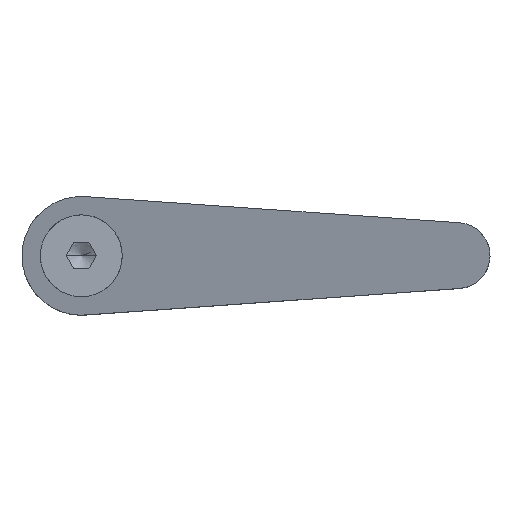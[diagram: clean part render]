
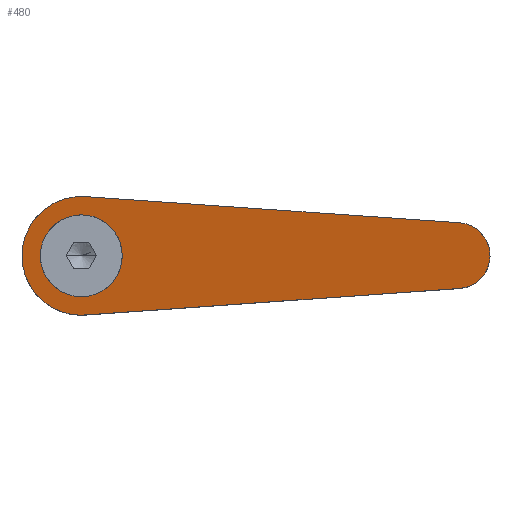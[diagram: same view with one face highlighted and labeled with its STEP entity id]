
A CAD part, top view. The second image highlights one B-rep face of the part: STEP entity #480.
In plain terms, the highlighted planar face has unit normal (-0.266, 0, 0.964).
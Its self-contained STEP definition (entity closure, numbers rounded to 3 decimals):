
#218=EDGE_CURVE('',#356,#484,#569,.T.);
#260=EDGE_CURVE('',#448,#356,#617,.T.);
#276=EDGE_CURVE('',#344,#322,#634,.T.);
#286=EDGE_CURVE('',#484,#448,#644,.T.);
#294=VERTEX_POINT('',#652);
#322=VERTEX_POINT('',#684);
#344=VERTEX_POINT('',#707);
#356=VERTEX_POINT('',#720);
#416=EDGE_CURVE('',#294,#344,#788,.T.);
#442=EDGE_CURVE('',#512,#486,#818,.T.);
#448=VERTEX_POINT('',#826);
#480=ADVANCED_FACE('',(#862,#863),#864,.F.);
#482=EDGE_CURVE('',#486,#294,#866,.T.);
#484=VERTEX_POINT('',#868);
#486=VERTEX_POINT('',#870);
#512=VERTEX_POINT('',#897);
#514=EDGE_CURVE('',#322,#512,#899,.T.);
#569=ELLIPSE('',#957,6.431,6.2);
#617=ELLIPSE('',#1029,6.431,6.2);
#634=ELLIPSE('',#1052,9.335,9.);
#644=ELLIPSE('',#1075,6.431,6.2);
#652=CARTESIAN_POINT('',(0.632,8.978,28.753));
#684=CARTESIAN_POINT('',(0.632,-8.978,28.753));
#707=CARTESIAN_POINT('',(-9.,0.,26.1));
#720=CARTESIAN_POINT('',(0.,6.2,28.579));
#788=ELLIPSE('',#1325,9.335,9.);
#818=ELLIPSE('',#1364,5.186,5.);
#826=CARTESIAN_POINT('',(0.,-6.2,28.579));
#862=FACE_OUTER_BOUND('',#1421,.T.);
#863=FACE_BOUND('',#1422,.T.);
#864=PLANE('',#1423);
#866=LINE('',#1426,#1427);
#868=CARTESIAN_POINT('',(-1.001,6.119,28.304));
#870=CARTESIAN_POINT('',(57.351,4.988,44.379));
#897=CARTESIAN_POINT('',(57.351,-4.988,44.379));
#899=LINE('',#1480,#1481);
#957=AXIS2_PLACEMENT_3D('',#1533,#1534,#1535);
#1029=AXIS2_PLACEMENT_3D('',#1578,#1579,#1580);
#1052=AXIS2_PLACEMENT_3D('',#1594,#1595,#1596);
#1075=AXIS2_PLACEMENT_3D('',#1603,#1604,#1605);
#1325=AXIS2_PLACEMENT_3D('',#1761,#1762,#1763);
#1364=AXIS2_PLACEMENT_3D('',#1805,#1806,#1807);
#1421=EDGE_LOOP('',(#1867,#1868,#1869,#1870,#1871));
#1422=EDGE_LOOP('',(#1872,#1873,#1874));
#1423=AXIS2_PLACEMENT_3D('',#1875,#1876,#1877);
#1426=CARTESIAN_POINT('',(33.351,6.676,37.767));
#1427=VECTOR('',#1878,1.0);
#1480=CARTESIAN_POINT('',(59.719,-4.821,45.031));
#1481=VECTOR('',#1897,1.0);
#1533=CARTESIAN_POINT('',(0.0,0.0,28.579));
#1534=DIRECTION('',(-0.266,0.,0.964));
#1535=DIRECTION('',(-0.964,0.0,-0.266));
#1578=CARTESIAN_POINT('',(0.0,0.0,28.579));
#1579=DIRECTION('',(-0.266,0.,0.964));
#1580=DIRECTION('',(-0.964,0.0,-0.266));
#1594=CARTESIAN_POINT('',(0.,0.,28.579));
#1595=DIRECTION('',(-0.266,0.,0.964));
#1596=DIRECTION('',(-0.964,0.,-0.266));
#1603=CARTESIAN_POINT('',(0.0,0.0,28.579));
#1604=DIRECTION('',(-0.266,0.,0.964));
#1605=DIRECTION('',(-0.964,0.0,-0.266));
#1761=CARTESIAN_POINT('',(0.,0.,28.579));
#1762=DIRECTION('',(-0.266,0.,0.964));
#1763=DIRECTION('',(-0.964,0.,-0.266));
#1805=CARTESIAN_POINT('',(57.0,0.,44.282));
#1806=DIRECTION('',(-0.266,0.,0.964));
#1807=DIRECTION('',(0.964,0.,0.266));
#1867=ORIENTED_EDGE('',*,*,#416,.T.);
#1868=ORIENTED_EDGE('',*,*,#276,.T.);
#1869=ORIENTED_EDGE('',*,*,#514,.T.);
#1870=ORIENTED_EDGE('',*,*,#442,.T.);
#1871=ORIENTED_EDGE('',*,*,#482,.T.);
#1872=ORIENTED_EDGE('',*,*,#286,.F.);
#1873=ORIENTED_EDGE('',*,*,#218,.F.);
#1874=ORIENTED_EDGE('',*,*,#260,.F.);
#1875=CARTESIAN_POINT('',(27.678,0.,36.204));
#1876=DIRECTION('',(0.266,0.,-0.964));
#1877=DIRECTION('',(0.256,0.964,0.071));
#1878=DIRECTION('',(-0.962,0.068,-0.265));
#1897=DIRECTION('',(0.962,0.068,0.265));
